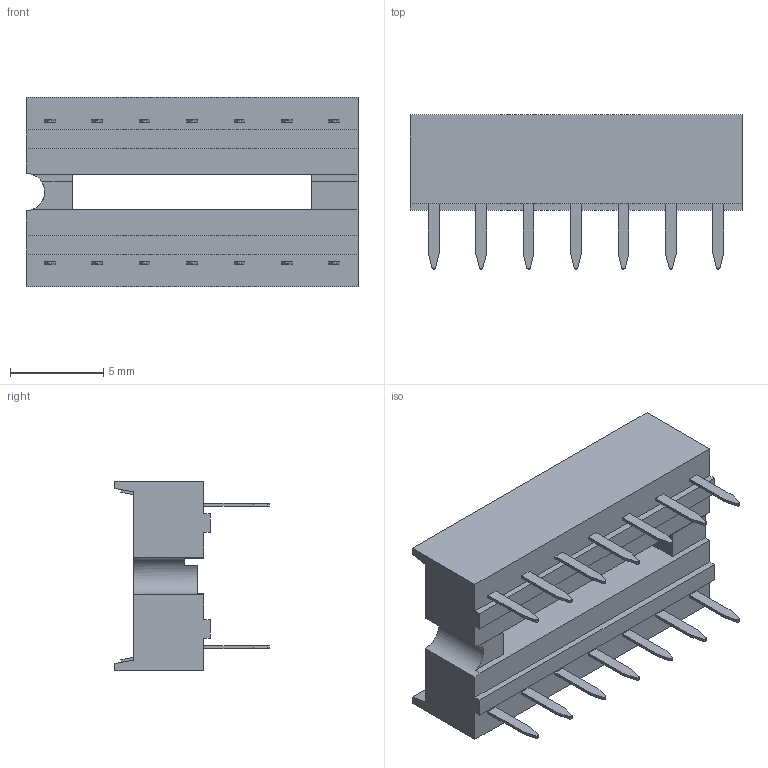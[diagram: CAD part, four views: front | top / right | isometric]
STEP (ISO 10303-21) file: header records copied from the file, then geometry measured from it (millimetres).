
FILE_DESCRIPTION(('STEP AP214'),'1');
FILE_NAME(' ',' ',('TraceParts'),('TraceParts S.A.'),'XStep 1.0',' ',' ');
FILE_SCHEMA(('automotive_design'));
Length unit declared in the file: millimetre
Products named in the file (1): 1
Bounding box: 17.78 x 8.25 x 10.16 mm (x, y, z)
Volume: 588.6 mm3; surface area: 1016.4 mm2
Topology: 1 solids, 15 shells, 493 faces, 1322 edges, 872 vertices
Faces by surface type: plane 436, cylinder 57
Entity records: 30055 total; most frequent: CARTESIAN_POINT 2688, STYLED_ITEM 2687, PRESENTATION_STYLE_ASSIGNMENT 2687, COLOUR_RGB 2687, ORIENTED_EDGE 2644, DIRECTION 2427, EDGE_CURVE 1322, CURVE_STYLE 1322
